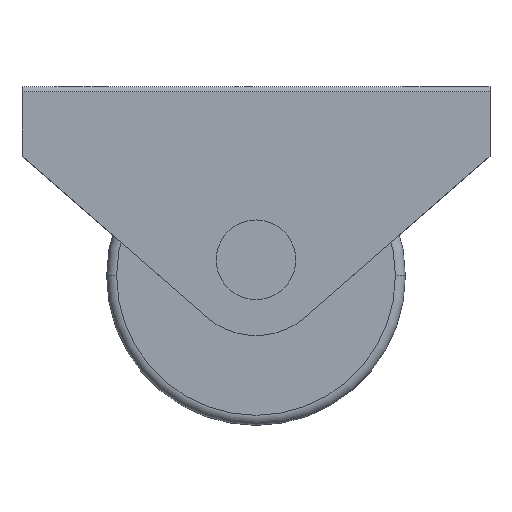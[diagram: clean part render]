
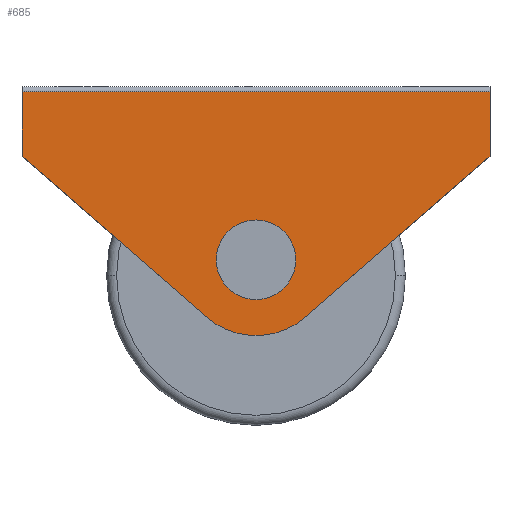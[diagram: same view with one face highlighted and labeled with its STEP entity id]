
A CAD part, top view. The second image highlights one B-rep face of the part: STEP entity #685.
In plain terms, the highlighted planar face has unit normal (0, 0, 1).
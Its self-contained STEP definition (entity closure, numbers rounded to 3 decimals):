
#6 = FACE_BOUND ( 'NONE', #469, .T. ) ;
#26 = CARTESIAN_POINT ( 'NONE',  ( 23.5, -7., 10. ) ) ;
#35 = EDGE_LOOP ( 'NONE', ( #630, #1168, #872, #1087, #920, #539 ) ) ;
#76 = CIRCLE ( 'NONE', #146, 4. ) ;
#91 = AXIS2_PLACEMENT_3D ( 'NONE', #987, #1074, #871 ) ;
#102 = LINE ( 'NONE', #813, #1013 ) ;
#135 = CARTESIAN_POINT ( 'NONE',  ( -23.5, -7., 10. ) ) ;
#146 = AXIS2_PLACEMENT_3D ( 'NONE', #508, #1193, #1277 ) ;
#185 = DIRECTION ( 'NONE',  ( 0.754, -0.657, 0. ) ) ;
#191 = DIRECTION ( 'NONE',  ( -1., 0., 0. ) ) ;
#217 = CARTESIAN_POINT ( 'NONE',  ( 23.5, -7., 10. ) ) ;
#269 = VECTOR ( 'NONE', #1017, 1000. ) ;
#302 = CARTESIAN_POINT ( 'NONE',  ( 5., -23.127, 10. ) ) ;
#303 = DIRECTION ( 'NONE',  ( -1., 0., 0. ) ) ;
#304 = DIRECTION ( 'NONE',  ( 0., 1., 0. ) ) ;
#314 = VERTEX_POINT ( 'NONE', #217 ) ;
#349 = CARTESIAN_POINT ( 'NONE',  ( -5., -23.127, 10. ) ) ;
#351 = CARTESIAN_POINT ( 'NONE',  ( -23.5, -0.5, 10. ) ) ;
#361 = AXIS2_PLACEMENT_3D ( 'NONE', #811, #818, #191 ) ;
#364 = VERTEX_POINT ( 'NONE', #349 ) ;
#458 = VERTEX_POINT ( 'NONE', #752 ) ;
#465 = VERTEX_POINT ( 'NONE', #351 ) ;
#469 = EDGE_LOOP ( 'NONE', ( #769, #534 ) ) ;
#479 = VERTEX_POINT ( 'NONE', #135 ) ;
#504 = CARTESIAN_POINT ( 'NONE',  ( -23.5, 0., 10. ) ) ;
#508 = CARTESIAN_POINT ( 'NONE',  ( 0., -17.391, 10. ) ) ;
#513 = EDGE_CURVE ( 'NONE', #458, #465, #697, .T. ) ;
#523 = DIRECTION ( 'NONE',  ( 0., 0., -1. ) ) ;
#534 = ORIENTED_EDGE ( 'NONE', *, *, #887, .F. ) ;
#539 = ORIENTED_EDGE ( 'NONE', *, *, #848, .T. ) ;
#610 = LINE ( 'NONE', #504, #269 ) ;
#614 = FACE_OUTER_BOUND ( 'NONE', #35, .T. ) ;
#630 = ORIENTED_EDGE ( 'NONE', *, *, #1256, .T. ) ;
#642 = EDGE_CURVE ( 'NONE', #1258, #876, #76, .T. ) ;
#667 = CIRCLE ( 'NONE', #91, 4. ) ;
#685 = ADVANCED_FACE ( 'NONE', ( #6, #614 ), #919, .F. ) ;
#686 = VECTOR ( 'NONE', #303, 1000. ) ;
#697 = LINE ( 'NONE', #805, #686 ) ;
#738 = CARTESIAN_POINT ( 'NONE',  ( -4., -17.391, 10. ) ) ;
#752 = CARTESIAN_POINT ( 'NONE',  ( 23.5, -0.5, 10. ) ) ;
#769 = ORIENTED_EDGE ( 'NONE', *, *, #642, .F. ) ;
#777 = CARTESIAN_POINT ( 'NONE',  ( -23.5, -7., 10. ) ) ;
#805 = CARTESIAN_POINT ( 'NONE',  ( 0., -0.5, 10. ) ) ;
#811 = CARTESIAN_POINT ( 'NONE',  ( 0., -17.391, 10. ) ) ;
#813 = CARTESIAN_POINT ( 'NONE',  ( 23.5, 0., 10. ) ) ;
#818 = DIRECTION ( 'NONE',  ( 0., 0., 1. ) ) ;
#848 = EDGE_CURVE ( 'NONE', #1076, #314, #943, .T. ) ;
#871 = DIRECTION ( 'NONE',  ( -1., 0., 0. ) ) ;
#872 = ORIENTED_EDGE ( 'NONE', *, *, #1246, .T. ) ;
#876 = VERTEX_POINT ( 'NONE', #1184 ) ;
#887 = EDGE_CURVE ( 'NONE', #876, #1258, #667, .T. ) ;
#890 = AXIS2_PLACEMENT_3D ( 'NONE', #935, #523, #1125 ) ;
#919 = PLANE ( 'NONE',  #890 ) ;
#920 = ORIENTED_EDGE ( 'NONE', *, *, #1068, .T. ) ;
#924 = EDGE_CURVE ( 'NONE', #479, #364, #1187, .T. ) ;
#934 = CIRCLE ( 'NONE', #361, 7.609 ) ;
#935 = CARTESIAN_POINT ( 'NONE',  ( 0., -17.391, 10. ) ) ;
#943 = LINE ( 'NONE', #26, #1245 ) ;
#987 = CARTESIAN_POINT ( 'NONE',  ( 0., -17.391, 10. ) ) ;
#1013 = VECTOR ( 'NONE', #304, 1000. ) ;
#1017 = DIRECTION ( 'NONE',  ( 0., -1., 0. ) ) ;
#1068 = EDGE_CURVE ( 'NONE', #364, #1076, #934, .T. ) ;
#1074 = DIRECTION ( 'NONE',  ( 0., 0., 1. ) ) ;
#1076 = VERTEX_POINT ( 'NONE', #302 ) ;
#1087 = ORIENTED_EDGE ( 'NONE', *, *, #924, .T. ) ;
#1122 = DIRECTION ( 'NONE',  ( 0.754, 0.657, 0. ) ) ;
#1125 = DIRECTION ( 'NONE',  ( -1., 0., 0. ) ) ;
#1168 = ORIENTED_EDGE ( 'NONE', *, *, #513, .T. ) ;
#1184 = CARTESIAN_POINT ( 'NONE',  ( 4., -17.391, 10. ) ) ;
#1187 = LINE ( 'NONE', #777, #1192 ) ;
#1192 = VECTOR ( 'NONE', #185, 1000. ) ;
#1193 = DIRECTION ( 'NONE',  ( 0., 0., 1. ) ) ;
#1245 = VECTOR ( 'NONE', #1122, 1000. ) ;
#1246 = EDGE_CURVE ( 'NONE', #465, #479, #610, .T. ) ;
#1256 = EDGE_CURVE ( 'NONE', #314, #458, #102, .T. ) ;
#1258 = VERTEX_POINT ( 'NONE', #738 ) ;
#1277 = DIRECTION ( 'NONE',  ( -1., 0., 0. ) ) ;
